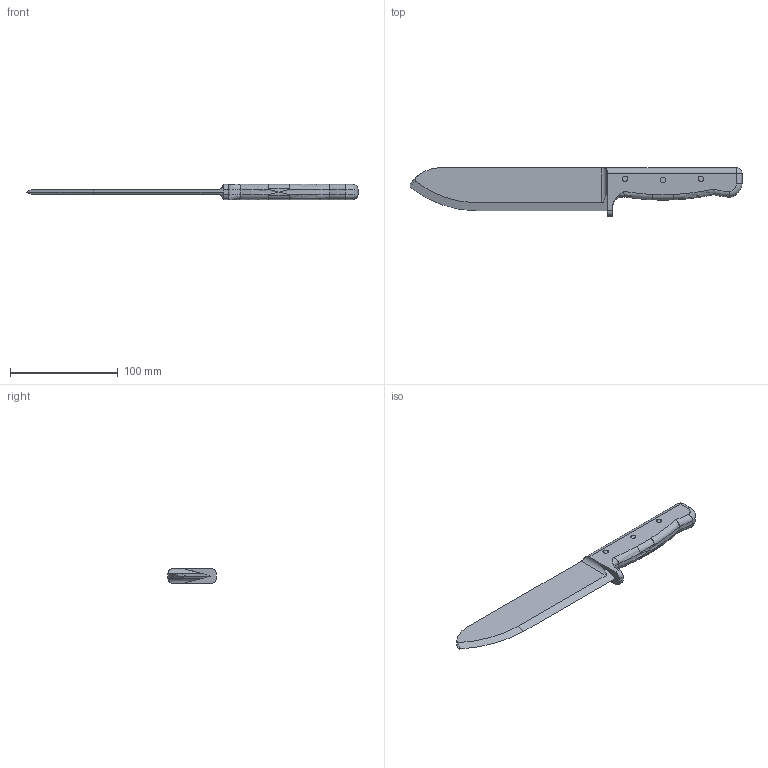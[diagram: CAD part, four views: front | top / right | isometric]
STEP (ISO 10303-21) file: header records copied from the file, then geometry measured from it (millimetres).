
FILE_DESCRIPTION(/* description */ (''),/* implementation_level */ '2;1');
FILE_NAME(/* name */ 'BreadKnife_001.stp',/* time_stamp */ '2022-10-01T21:25:53+02:00',/* author */ ('Academic'),/* organization */ (''),/* preprocessor_version */ 'ST-DEVELOPER v18.1',/* originating_system */ 'Autodesk Inventor 2022',/* authorisation */ '');
FILE_SCHEMA (('AUTOMOTIVE_DESIGN { 1 0 10303 214 3 1 1 }'));
Length unit declared in the file: millimetre
Products named in the file (1): BreadKnife_001
Bounding box: 307.61 x 45 x 14 mm (x, y, z)
Volume: 71309.3 mm3; surface area: 24581.1 mm2
Topology: 1 solids, 1 shells, 58 faces, 132 edges, 82 vertices
Faces by surface type: cylinder 25, plane 16, torus 9, bspline 4, cone 2, sphere 2
Full cylindrical faces by diameter (mm): 5 x6
Entity records: 2144 total; most frequent: CARTESIAN_POINT 736, ORIENTED_EDGE 264, DIRECTION 254, EDGE_CURVE 132, AXIS2_PLACEMENT_3D 104, VERTEX_POINT 82, EDGE_LOOP 64, STYLED_ITEM 59
